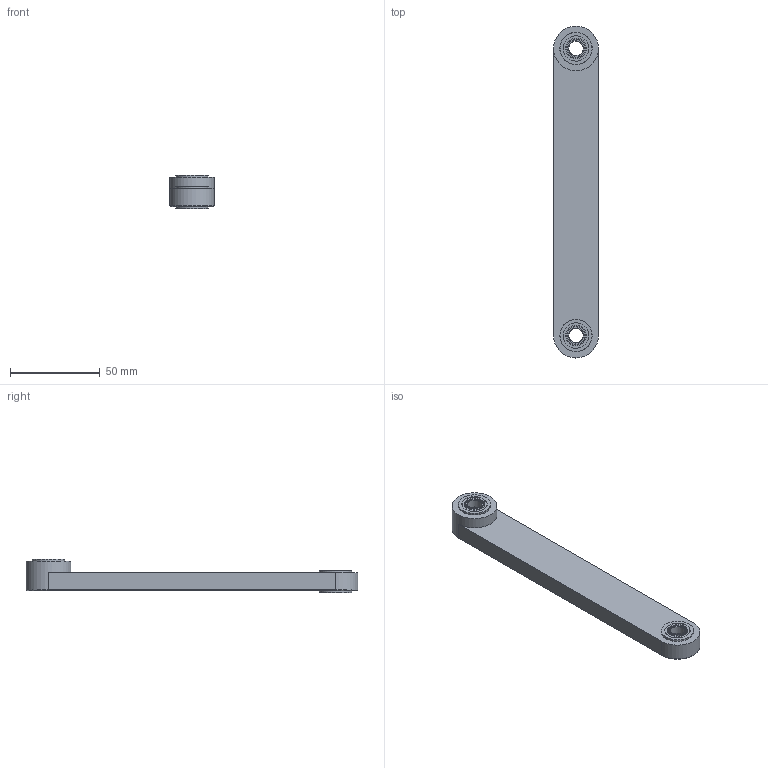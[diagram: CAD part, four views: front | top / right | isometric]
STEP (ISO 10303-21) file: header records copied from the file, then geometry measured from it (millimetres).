
FILE_DESCRIPTION(/* description */ (''),/* implementation_level */ '2;1');
FILE_NAME(/* name */ 'ParallelMechanismus_Support_Rillenkugellager.stp',/* time_stamp */ '2025-02-27T11:00:19+01:00',/* author */ ('12064'),/* organization */ (''),/* preprocessor_version */ 'ST-DEVELOPER v19.2',/* originating_system */ 'Autodesk Inventor 2024',/* authorisation */ '');
FILE_SCHEMA (('AUTOMOTIVE_DESIGN { 1 0 10303 214 3 1 1 }'));
Length unit declared in the file: millimetre
Products named in the file (7): ParallelMechanismus_Support_Rillenkugellager; ParallelSystem_ProximalPart_SupportLink; SKF_W 628/8 R-2RS1; SKF_W 628/8 R-2RS1_PART1; SKF_W 628/8 R-2RS1_PART2; SKF_W 628/8 R-2RS1_PART3; SKF_W 628/8 R-2RS1_PART4
Assembly tree (26 placements, depth 3):
  ParallelMechanismus_Support_Rillenkugellager
    ParallelSystem_ProximalPart_SupportLink
    SKF_W 628/8 R-2RS1  x3
      SKF_W 628/8 R-2RS1_PART1
      SKF_W 628/8 R-2RS1_PART2
      SKF_W 628/8 R-2RS1_PART3
      SKF_W 628/8 R-2RS1_PART4
Bounding box: 25 x 185 x 18.5 mm (x, y, z)
Volume: 44319.6 mm3; surface area: 18391.7 mm2
Topology: 37 solids, 37 shells, 178 faces, 395 edges, 261 vertices
Faces by surface type: plane 46, cylinder 43, torus 33, sphere 30, cone 26
Full cylindrical faces by diameter (mm): 8 x3, 9.65 x6, 10.5 x6, 13.5 x6, 14.2 x12, 16 x5, 18 x3, 25 x1
Entity records: 2115 total; most frequent: DIRECTION 394, CARTESIAN_POINT 298, ORIENTED_EDGE 238, AXIS2_PLACEMENT_3D 178, EDGE_CURVE 119, CIRCLE 86, VERTEX_POINT 77, EDGE_LOOP 76
